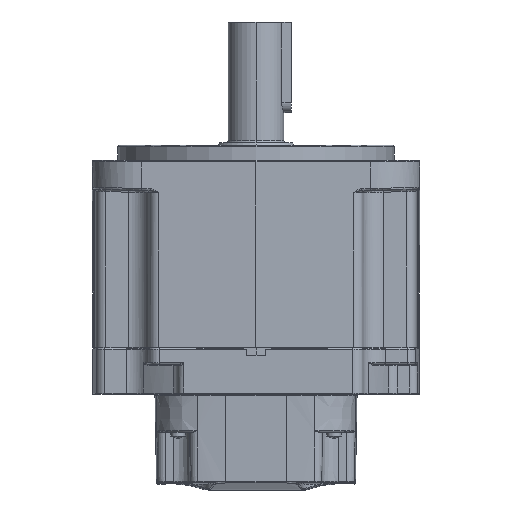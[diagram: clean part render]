
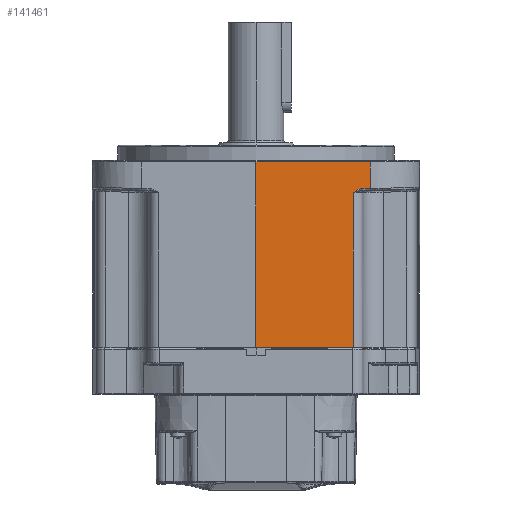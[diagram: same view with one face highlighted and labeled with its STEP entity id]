
A CAD part, left-side view. The second image highlights one B-rep face of the part: STEP entity #141461.
In plain terms, the highlighted planar face has unit normal (-1, -0.018, 0).
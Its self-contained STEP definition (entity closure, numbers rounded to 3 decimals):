
#2766 = CARTESIAN_POINT ( 'NONE',  ( -64.399, -40.181, 23.029 ) ) ;
#3495 = CARTESIAN_POINT ( 'NONE',  ( -65.1, -0.002, -40.839 ) ) ;
#4730 = CARTESIAN_POINT ( 'NONE',  ( -64.423, -38.776, 22.098 ) ) ;
#5401 = CARTESIAN_POINT ( 'NONE',  ( -64.405, -39.791, 22.801 ) ) ;
#16169 = CARTESIAN_POINT ( 'NONE',  ( -64.376, -41.482, 23.542 ) ) ;
#17520 = CARTESIAN_POINT ( 'NONE',  ( -64.368, -41.959, 23.616 ) ) ;
#18079 = DIRECTION ( 'NONE',  ( 0.017, -1., 0. ) ) ;
#18317 = VERTEX_POINT ( 'NONE', #23767 ) ;
#20173 = CARTESIAN_POINT ( 'NONE',  ( -64.413, -39.369, 22.522 ) ) ;
#23767 = CARTESIAN_POINT ( 'NONE',  ( -64.308, -45.349, 23.687 ) ) ;
#25129 = CARTESIAN_POINT ( 'NONE',  ( -64.427, -38.57, 21.945 ) ) ;
#25779 = CARTESIAN_POINT ( 'NONE',  ( -64.427, -38.57, 1.472 ) ) ;
#26228 = B_SPLINE_CURVE_WITH_KNOTS ( 'NONE', 3,
 ( #103367, #115483, #161846, #132258 ),
 .UNSPECIFIED., .F., .F.,
 ( 4, 4 ),
 ( 0., 1. ),
 .UNSPECIFIED. ) ;
#28427 = CARTESIAN_POINT ( 'NONE',  ( -64.427, -38.57, -19. ) ) ;
#30257 = CARTESIAN_POINT ( 'NONE',  ( -64.399, -40.155, 23.014 ) ) ;
#30687 = EDGE_CURVE ( 'NONE', #142828, #157419, #106606, .T. ) ;
#32911 = CARTESIAN_POINT ( 'NONE',  ( -64.381, -41.194, 23.465 ) ) ;
#34243 = CARTESIAN_POINT ( 'NONE',  ( -64.409, -39.572, 22.659 ) ) ;
#41238 = CARTESIAN_POINT ( 'NONE',  ( -64.308, -45.349, 23.687 ) ) ;
#44092 = EDGE_LOOP ( 'NONE', ( #188326, #140303, #160627, #141348, #70447, #153232, #119188 ) ) ;
#45641 = CARTESIAN_POINT ( 'NONE',  ( -64.381, -41.164, 23.456 ) ) ;
#46377 = CARTESIAN_POINT ( 'NONE',  ( -64.308, -45.349, 23.687 ) ) ;
#47655 = CARTESIAN_POINT ( 'NONE',  ( -64.379, -41.3, 23.496 ) ) ;
#48337 = CARTESIAN_POINT ( 'NONE',  ( -64.365, -42.113, 23.619 ) ) ;
#49661 = CARTESIAN_POINT ( 'NONE',  ( -64.399, -40.142, 23.007 ) ) ;
#50219 = FACE_OUTER_BOUND ( 'NONE', #44092, .T. ) ;
#51011 = CARTESIAN_POINT ( 'NONE',  ( -64.399, -40.133, 23.002 ) ) ;
#53359 = CARTESIAN_POINT ( 'NONE',  ( -64.427, -38.57, -39.473 ) ) ;
#55453 = VERTEX_POINT ( 'NONE', #81101 ) ;
#56597 = CARTESIAN_POINT ( 'NONE',  ( -64.427, -38.57, 21.945 ) ) ;
#63103 = CARTESIAN_POINT ( 'NONE',  ( -64.382, -41.162, 23.456 ) ) ;
#63768 = CARTESIAN_POINT ( 'NONE',  ( -64.395, -40.391, 23.14 ) ) ;
#69962 = CARTESIAN_POINT ( 'NONE',  ( -65.1, 0., 34.227 ) ) ;
#70188 = CARTESIAN_POINT ( 'NONE',  ( -64.427, -38.57, -39.473 ) ) ;
#70447 = ORIENTED_EDGE ( 'NONE', *, *, #106979, .F. ) ;
#77726 = B_SPLINE_CURVE_WITH_KNOTS ( 'NONE', 3,
 ( #25129, #25779, #28427, #151781 ),
 .UNSPECIFIED., .F., .F.,
 ( 4, 4 ),
 ( 0., 1. ),
 .UNSPECIFIED. ) ;
#81101 = CARTESIAN_POINT ( 'NONE',  ( -65.1, 0., -39.473 ) ) ;
#83576 = AXIS2_PLACEMENT_3D ( 'NONE', #3495, #124849, #157703 ) ;
#85510 = EDGE_CURVE ( 'NONE', #18317, #157419, #173088, .T. ) ;
#87458 = DIRECTION ( 'NONE',  ( -0.017, 1., -0.021 ) ) ;
#91918 = CARTESIAN_POINT ( 'NONE',  ( -64.397, -40.285, 23.085 ) ) ;
#94539 = CARTESIAN_POINT ( 'NONE',  ( -64.398, -40.204, 23.041 ) ) ;
#95201 = CARTESIAN_POINT ( 'NONE',  ( -64.419, -39., 22.263 ) ) ;
#95838 = LINE ( 'NONE', #41238, #127020 ) ;
#96516 = CARTESIAN_POINT ( 'NONE',  ( -64.403, -39.952, 22.9 ) ) ;
#97822 = CARTESIAN_POINT ( 'NONE',  ( -64.399, -40.137, 23.004 ) ) ;
#98510 = VERTEX_POINT ( 'NONE', #70188 ) ;
#100760 = VERTEX_POINT ( 'NONE', #106610 ) ;
#101630 = EDGE_CURVE ( 'NONE', #18317, #100760, #95838, .T. ) ;
#103367 = CARTESIAN_POINT ( 'NONE',  ( -65.1, 0., 34.227 ) ) ;
#104054 = VERTEX_POINT ( 'NONE', #56597 ) ;
#106606 = LINE ( 'NONE', #139439, #173997 ) ;
#106610 = CARTESIAN_POINT ( 'NONE',  ( -64.365, -42.113, 23.619 ) ) ;
#106979 = EDGE_CURVE ( 'NONE', #98510, #55453, #185709, .T. ) ;
#107268 = CARTESIAN_POINT ( 'NONE',  ( -64.378, -41.361, 23.512 ) ) ;
#112524 = CARTESIAN_POINT ( 'NONE',  ( -64.427, -38.57, 21.945 ) ) ;
#115483 = CARTESIAN_POINT ( 'NONE',  ( -65.1, 0., 9.66 ) ) ;
#116280 = CARTESIAN_POINT ( 'NONE',  ( -65.1, 0., -39.473 ) ) ;
#119188 = ORIENTED_EDGE ( 'NONE', *, *, #157462, .F. ) ;
#122091 = CARTESIAN_POINT ( 'NONE',  ( -64.375, -41.562, 23.559 ) ) ;
#122762 = CARTESIAN_POINT ( 'NONE',  ( -64.37, -41.802, 23.6 ) ) ;
#124849 = DIRECTION ( 'NONE',  ( 1., 0.017, 0. ) ) ;
#127020 = VECTOR ( 'NONE', #87458, 1000. ) ;
#132258 = CARTESIAN_POINT ( 'NONE',  ( -65.1, 0., -39.473 ) ) ;
#133052 = EDGE_CURVE ( 'NONE', #142828, #55453, #26228, .T. ) ;
#137526 = CARTESIAN_POINT ( 'NONE',  ( -64.386, -40.923, 23.381 ) ) ;
#139439 = CARTESIAN_POINT ( 'NONE',  ( -65.1, 0., 34.227 ) ) ;
#139543 = CARTESIAN_POINT ( 'NONE',  ( -64.308, -45.349, 34.227 ) ) ;
#140222 = CARTESIAN_POINT ( 'NONE',  ( -64.394, -40.468, 23.178 ) ) ;
#140291 = PLANE ( 'NONE',  #83576 ) ;
#140303 = ORIENTED_EDGE ( 'NONE', *, *, #85510, .T. ) ;
#141348 = ORIENTED_EDGE ( 'NONE', *, *, #133052, .T. ) ;
#141461 = ADVANCED_FACE ( 'NONE', ( #50219 ), #140291, .F. ) ;
#142828 = VERTEX_POINT ( 'NONE', #69962 ) ;
#145720 = B_SPLINE_CURVE_WITH_KNOTS ( 'NONE', 3,
 ( #48337, #17520, #122762, #122091, #16169, #107268, #47655, #169801, #32911, #154988, #185301, #45641, #63103, #137526, #185972, #140222, #63768, #91918, #171169, #94539, #2766, #30257, #49661, #97822, #51011, #188588, #96516, #5401, #34243, #156960, #20173, #173143, #95201, #4730, #112524 ),
 .UNSPECIFIED., .F., .F.,
 ( 4, 2, 2, 1, 1, 1, 1, 2, 2, 2, 2, 2, 1, 1, 1, 2, 2, 2, 2, 2, 4 ),
 ( 0., 0.125, 0.187, 0.219, 0.234, 0.242, 0.246, 0.248, 0.25, 0.375, 0.437, 0.469, 0.484, 0.492, 0.496, 0.498, 0.5, 0.625, 0.687, 0.75, 1. ),
 .UNSPECIFIED. ) ;
#151781 = CARTESIAN_POINT ( 'NONE',  ( -64.427, -38.57, -39.473 ) ) ;
#153232 = ORIENTED_EDGE ( 'NONE', *, *, #197524, .F. ) ;
#154988 = CARTESIAN_POINT ( 'NONE',  ( -64.381, -41.176, 23.46 ) ) ;
#155706 = DIRECTION ( 'NONE',  ( 0., 0., 1. ) ) ;
#156960 = CARTESIAN_POINT ( 'NONE',  ( -64.41, -39.502, 22.612 ) ) ;
#157419 = VERTEX_POINT ( 'NONE', #139543 ) ;
#157462 = EDGE_CURVE ( 'NONE', #100760, #104054, #145720, .T. ) ;
#157703 = DIRECTION ( 'NONE',  ( 0., 0., 1. ) ) ;
#160006 = CARTESIAN_POINT ( 'NONE',  ( -64.876, -12.857, -39.473 ) ) ;
#160627 = ORIENTED_EDGE ( 'NONE', *, *, #30687, .F. ) ;
#161846 = CARTESIAN_POINT ( 'NONE',  ( -65.1, 0., -14.906 ) ) ;
#169801 = CARTESIAN_POINT ( 'NONE',  ( -64.38, -41.23, 23.476 ) ) ;
#171169 = CARTESIAN_POINT ( 'NONE',  ( -64.397, -40.252, 23.067 ) ) ;
#173088 = LINE ( 'NONE', #46377, #189855 ) ;
#173143 = CARTESIAN_POINT ( 'NONE',  ( -64.414, -39.308, 22.479 ) ) ;
#173997 = VECTOR ( 'NONE', #18079, 1000. ) ;
#185301 = CARTESIAN_POINT ( 'NONE',  ( -64.381, -41.169, 23.458 ) ) ;
#185709 = B_SPLINE_CURVE_WITH_KNOTS ( 'NONE', 3,
 ( #53359, #192953, #160006, #116280 ),
 .UNSPECIFIED., .F., .F.,
 ( 4, 4 ),
 ( 0., 1. ),
 .UNSPECIFIED. ) ;
#185972 = CARTESIAN_POINT ( 'NONE',  ( -64.389, -40.723, 23.297 ) ) ;
#188326 = ORIENTED_EDGE ( 'NONE', *, *, #101630, .F. ) ;
#188588 = CARTESIAN_POINT ( 'NONE',  ( -64.399, -40.132, 23.002 ) ) ;
#189855 = VECTOR ( 'NONE', #155706, 1000. ) ;
#192953 = CARTESIAN_POINT ( 'NONE',  ( -64.651, -25.713, -39.473 ) ) ;
#197524 = EDGE_CURVE ( 'NONE', #104054, #98510, #77726, .T. ) ;
